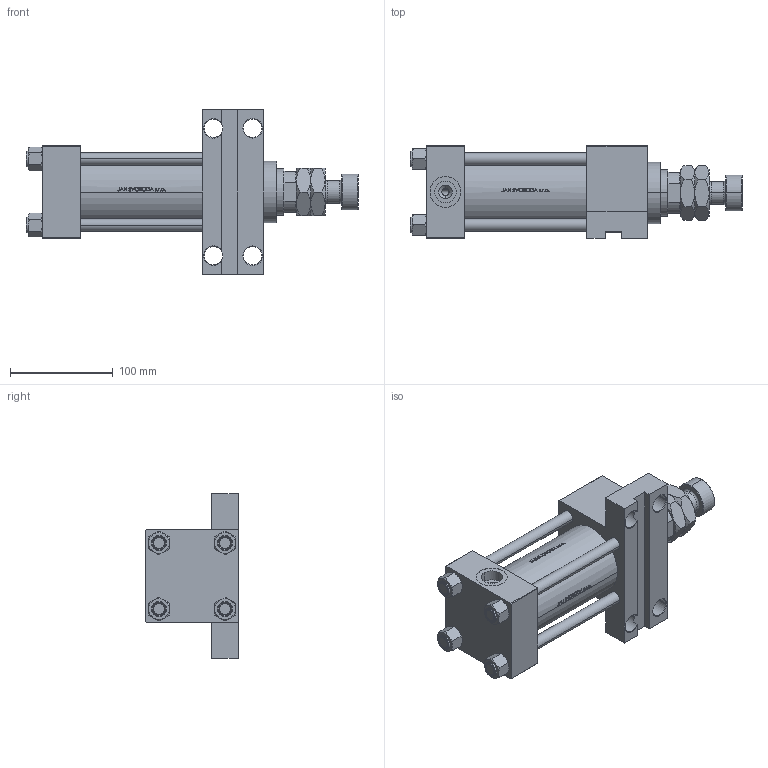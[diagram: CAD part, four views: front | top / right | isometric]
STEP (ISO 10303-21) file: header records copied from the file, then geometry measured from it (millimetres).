
FILE_DESCRIPTION (( 'STEP AP203' ), '1' );
FILE_NAME ('90c6.STEP', '2023-01-17T19:22:45', ( '' ), ( '' ), 'SwSTEP 2.0', 'SolidWorks 2019', '' );
FILE_SCHEMA (( 'CONFIG_CONTROL_DESIGN' ));
Length unit declared in the file: millimetre
Products named in the file (7): 90c6; V215CR_F_Body 46abf55cb83d9c7b87d1fd1c77bff6e4; MFA 46abf55cb83d9c7b87d1fd1c77bff6e4; V215CR_F_TYCINKA 46abf55cb83d9c7b87d1fd1c77bff6e4; V215CR_VCP_F 46abf55cb83d9c7b87d1fd1c77bff6e4; V215_VC_A 46abf55cb83d9c7b87d1fd1c77bff6e4; NUT_M5_F 46abf55cb83d9c7b87d1fd1c77bff6e4
Assembly tree (12 placements, depth 2):
  90c6
    V215CR_F_Body 46abf55cb83d9c7b87d1fd1c77bff6e4
    V215CR_VCP_F 46abf55cb83d9c7b87d1fd1c77bff6e4
    V215CR_F_TYCINKA 46abf55cb83d9c7b87d1fd1c77bff6e4  x4
    NUT_M5_F 46abf55cb83d9c7b87d1fd1c77bff6e4  x4
    V215_VC_A 46abf55cb83d9c7b87d1fd1c77bff6e4
    MFA 46abf55cb83d9c7b87d1fd1c77bff6e4
Bounding box: 323 x 90 x 160 mm (x, y, z)
Volume: 1300954.2 mm3; surface area: 259621 mm2
Topology: 12 solids, 12 shells, 1160 faces, 2850 edges, 1829 vertices
Faces by surface type: plane 456, bspline 380, cone 180, cylinder 132, torus 12
Entity records: 49525 total; most frequent: CARTESIAN_POINT 26567, ORIENTED_EDGE 5192, DIRECTION 3338, EDGE_CURVE 2596, VERTEX_POINT 1685, VECTOR 1306, LINE 1306, EDGE_LOOP 1175
